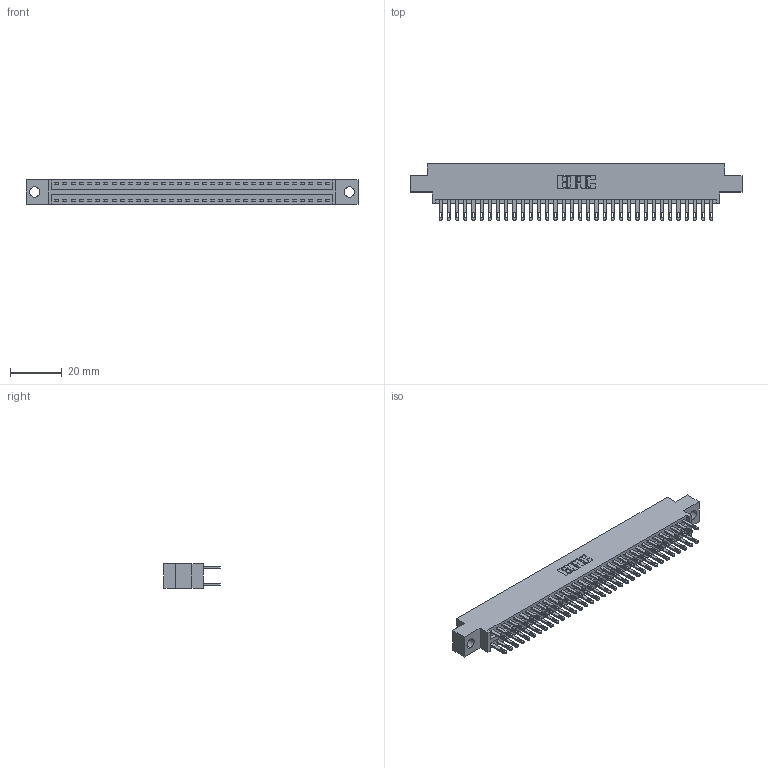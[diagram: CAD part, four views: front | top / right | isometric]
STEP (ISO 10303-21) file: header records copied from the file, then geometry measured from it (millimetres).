
FILE_DESCRIPTION (( 'STEP AP203' ), '1' );
FILE_NAME ('346-068-500-804.STEP', '2022-05-24T18:29:58', ( '' ), ( '' ), 'SwSTEP 2.0', 'SolidWorks 2020', '' );
FILE_SCHEMA (( 'CONFIG_CONTROL_DESIGN' ));
Length unit declared in the file: inch
Products named in the file (3): 346-068-500-804; 345-292-001_345-293-100; 346 Part_0.170 Offset - 0.156 Dia-TH
Assembly tree (69 placements, depth 2):
  346-068-500-804
    346 Part_0.170 Offset - 0.156 Dia-TH
    345-292-001_345-293-100  x68
Bounding box: 128.52 x 21.84 x 9.4 mm (x, y, z)
Volume: 12417.8 mm3; surface area: 17682.6 mm2
Topology: 69 solids, 69 shells, 3404 faces, 10373 edges, 6914 vertices
Faces by surface type: plane 2066, cylinder 1338
Entity records: 23747 total; most frequent: CARTESIAN_POINT 3930, ORIENTED_EDGE 3862, DIRECTION 3515, EDGE_CURVE 1931, VECTOR 1659, LINE 1659, VERTEX_POINT 1286, AXIS2_PLACEMENT_3D 928
